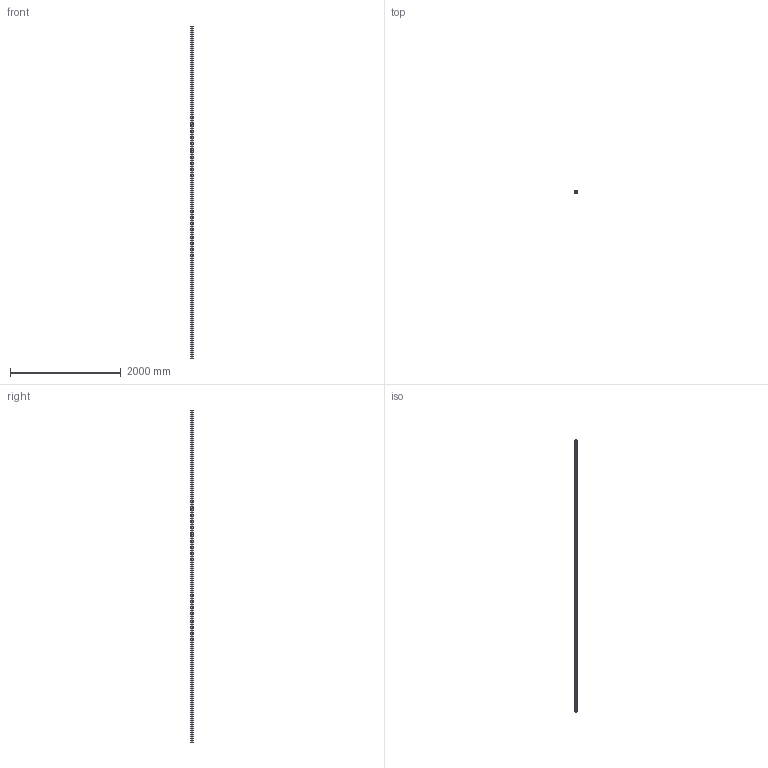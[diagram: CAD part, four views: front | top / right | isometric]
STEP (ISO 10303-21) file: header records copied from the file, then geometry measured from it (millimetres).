
FILE_DESCRIPTION (( 'STEP AP203' ), '1' );
FILE_NAME ('55401-240-3.step', '2024-04-29T09:30:38', ( '' ), ( '' ), 'SwSTEP 2.0', 'SolidWorks 2018', '' );
FILE_SCHEMA (( 'CONFIG_CONTROL_DESIGN' ));
Length unit declared in the file: millimetre
Products named in the file (1): 55401-240-3
Bounding box: 40 x 40 x 6000 mm (x, y, z)
Volume: 2571291 mm3; surface area: 1715064.7 mm2
Topology: 1 solids, 1 shells, 304 faces, 825 edges, 550 vertices
Faces by surface type: plane 174, bspline 122, cylinder 8
Entity records: 15630 total; most frequent: CARTESIAN_POINT 8698, ORIENTED_EDGE 1650, DIRECTION 963, EDGE_CURVE 825, LINE 565, VECTOR 565, VERTEX_POINT 550, EDGE_LOOP 333
